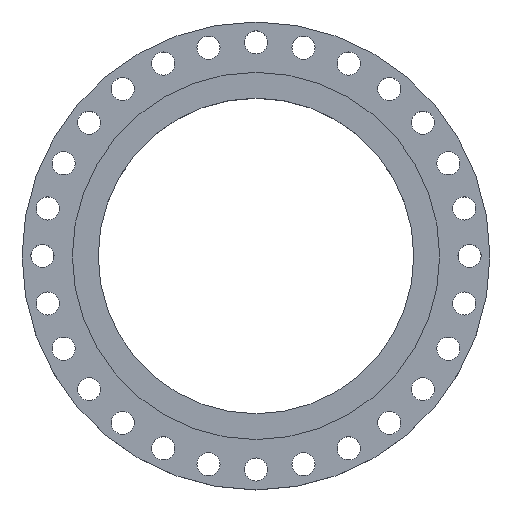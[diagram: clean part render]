
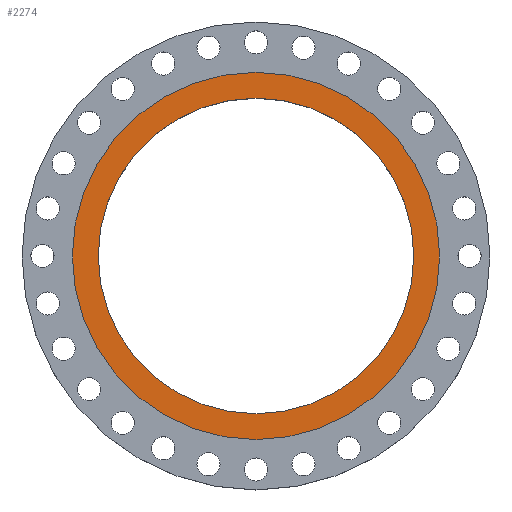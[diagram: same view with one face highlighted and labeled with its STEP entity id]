
A CAD part, top view. The second image highlights one B-rep face of the part: STEP entity #2274.
In plain terms, the highlighted planar face has unit normal (0, 0, 1).
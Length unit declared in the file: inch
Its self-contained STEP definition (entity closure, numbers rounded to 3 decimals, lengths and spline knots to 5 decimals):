
#1 = AXIS2_PLACEMENT_3D ( 'NONE', #1686, #2487, #1320 ) ;
#81 = AXIS2_PLACEMENT_3D ( 'NONE', #974, #1641, #1018 ) ;
#86 = VERTEX_POINT ( 'NONE', #2552 ) ;
#400 = VERTEX_POINT ( 'NONE', #1260 ) ;
#426 = EDGE_LOOP ( 'NONE', ( #651, #966 ) ) ;
#432 = VERTEX_POINT ( 'NONE', #1930 ) ;
#438 = CARTESIAN_POINT ( 'NONE',  ( 0., 0., 0. ) ) ;
#651 = ORIENTED_EDGE ( 'NONE', *, *, #1043, .T. ) ;
#656 = CIRCLE ( 'NONE', #1749, 14.5 ) ;
#664 = CIRCLE ( 'NONE', #1, 16.875 ) ;
#684 = FACE_BOUND ( 'NONE', #1897, .T. ) ;
#751 = EDGE_CURVE ( 'NONE', #432, #86, #1407, .T. ) ;
#913 = AXIS2_PLACEMENT_3D ( 'NONE', #438, #1640, #1234 ) ;
#966 = ORIENTED_EDGE ( 'NONE', *, *, #1818, .T. ) ;
#974 = CARTESIAN_POINT ( 'NONE',  ( 0., 0., 0. ) ) ;
#1018 = DIRECTION ( 'NONE',  ( 1., 0., 0. ) ) ;
#1043 = EDGE_CURVE ( 'NONE', #400, #1366, #1373, .T. ) ;
#1090 = DIRECTION ( 'NONE',  ( 1., 0., 0. ) ) ;
#1099 = PLANE ( 'NONE',  #2215 ) ;
#1130 = DIRECTION ( 'NONE',  ( 0., 0., 1. ) ) ;
#1234 = DIRECTION ( 'NONE',  ( 1., 0., 0. ) ) ;
#1260 = CARTESIAN_POINT ( 'NONE',  ( 16.875, 0., 0. ) ) ;
#1264 = DIRECTION ( 'NONE',  ( -1., 0., 0. ) ) ;
#1320 = DIRECTION ( 'NONE',  ( 1., 0., 0. ) ) ;
#1366 = VERTEX_POINT ( 'NONE', #2482 ) ;
#1373 = CIRCLE ( 'NONE', #81, 16.875 ) ;
#1407 = CIRCLE ( 'NONE', #913, 14.5 ) ;
#1474 = FACE_OUTER_BOUND ( 'NONE', #426, .T. ) ;
#1640 = DIRECTION ( 'NONE',  ( 0., 0., 1. ) ) ;
#1641 = DIRECTION ( 'NONE',  ( 0., 0., 1. ) ) ;
#1686 = CARTESIAN_POINT ( 'NONE',  ( 0., 0., 0. ) ) ;
#1749 = AXIS2_PLACEMENT_3D ( 'NONE', #2123, #1130, #1090 ) ;
#1811 = ORIENTED_EDGE ( 'NONE', *, *, #1834, .F. ) ;
#1818 = EDGE_CURVE ( 'NONE', #1366, #400, #664, .T. ) ;
#1834 = EDGE_CURVE ( 'NONE', #86, #432, #656, .T. ) ;
#1859 = DIRECTION ( 'NONE',  ( 0., 0., -1. ) ) ;
#1877 = CARTESIAN_POINT ( 'NONE',  ( 0., 14.5, 0. ) ) ;
#1897 = EDGE_LOOP ( 'NONE', ( #1811, #1931 ) ) ;
#1930 = CARTESIAN_POINT ( 'NONE',  ( -14.5, 0., 0. ) ) ;
#1931 = ORIENTED_EDGE ( 'NONE', *, *, #751, .F. ) ;
#2123 = CARTESIAN_POINT ( 'NONE',  ( 0., 0., 0. ) ) ;
#2215 = AXIS2_PLACEMENT_3D ( 'NONE', #1877, #1859, #1264 ) ;
#2274 = ADVANCED_FACE ( 'NONE', ( #684, #1474 ), #1099, .F. ) ;
#2482 = CARTESIAN_POINT ( 'NONE',  ( -16.875, 0., 0. ) ) ;
#2487 = DIRECTION ( 'NONE',  ( 0., 0., 1. ) ) ;
#2552 = CARTESIAN_POINT ( 'NONE',  ( 14.5, 0., 0. ) ) ;
